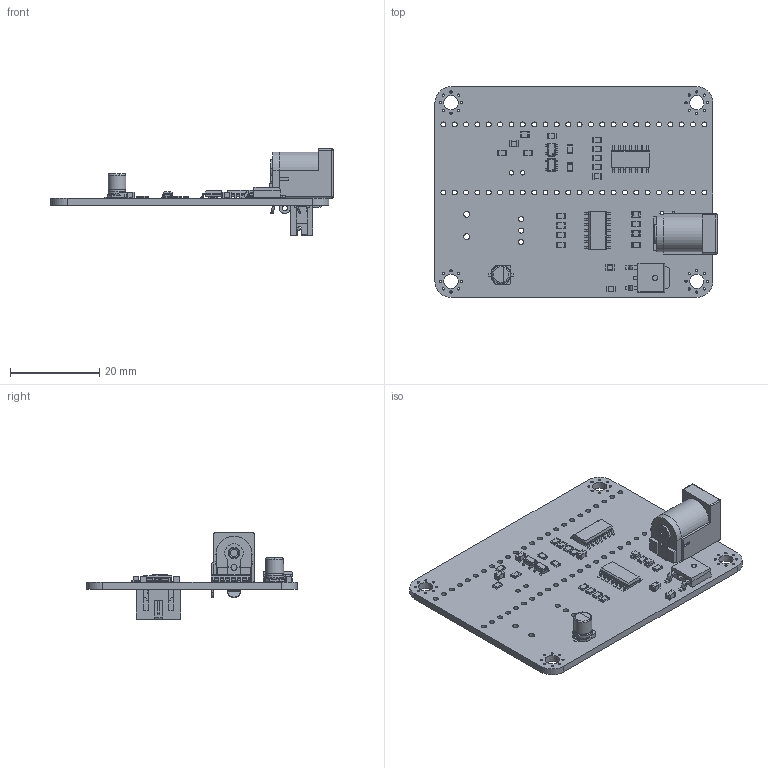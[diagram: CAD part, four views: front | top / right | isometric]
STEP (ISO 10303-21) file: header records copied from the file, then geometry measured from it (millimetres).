
FILE_DESCRIPTION(('KiCad electronic assembly'),'2;1');
FILE_NAME('Open-JIP(KiCad)_T3.6.step','2021-03-07T14:19:56',('An Author' ),('A Company'),'Open CASCADE STEP processor 7.4', 'KiCad to STEP converter','Unknown');
FILE_SCHEMA(('AUTOMOTIVE_DESIGN { 1 0 10303 214 1 1 1 1 }'));
Length unit declared in the file: millimetre
Products named in the file (20): Open CASCADE STEP translator 7.4 1; B3B-PH-SM4-TB_LF__SN_; COMPOUND; OPA320AIDBVR; TO229P990X238-4N; 74HC4066D_653; R_0805_2012Metric; SOLID; DCJ200-10-A-XX-X_REVA; LED_0805_2012Metric; C_0805_2012Metric; CP_Elec_4x5.4
Assembly tree (40 placements, depth 3):
  Open CASCADE STEP translator 7.4 1
    B3B-PH-SM4-TB_LF__SN_
      COMPOUND
    OPA320AIDBVR  x2
      COMPOUND
    TO229P990X238-4N
      COMPOUND
    74HC4066D_653  x2
      COMPOUND
    R_0805_2012Metric  x15
      SOLID
    DCJ200-10-A-XX-X_REVA
      COMPOUND
    LED_0805_2012Metric  x2
      SOLID
    C_0805_2012Metric  x5
      SOLID
    CP_Elec_4x5.4
      SOLID
    COMPOUND
Bounding box: 63.15 x 47.2 x 19.3 mm (x, y, z)
Volume: 5943.6 mm3; surface area: 9373.6 mm2
Topology: 87 solids, 87 shells, 1928 faces, 4959 edges, 3201 vertices
Faces by surface type: plane 1302, cylinder 593, sphere 22, torus 6, cone 2, bspline 2, revolution 1
Full cylindrical faces by diameter (mm): 0.5 x32, 1 x2, 1.1 x48, 1.143 x3, 1.32 x2, 3.2 x4, 4 x2
Entity records: 73249 total; most frequent: CARTESIAN_POINT 14518, DIRECTION 10878, LINE 6894, VECTOR 6894, ORIENTED_EDGE 5542, PCURVE 5542, DEFINITIONAL_REPRESENTATION 5542, EDGE_CURVE 2771
